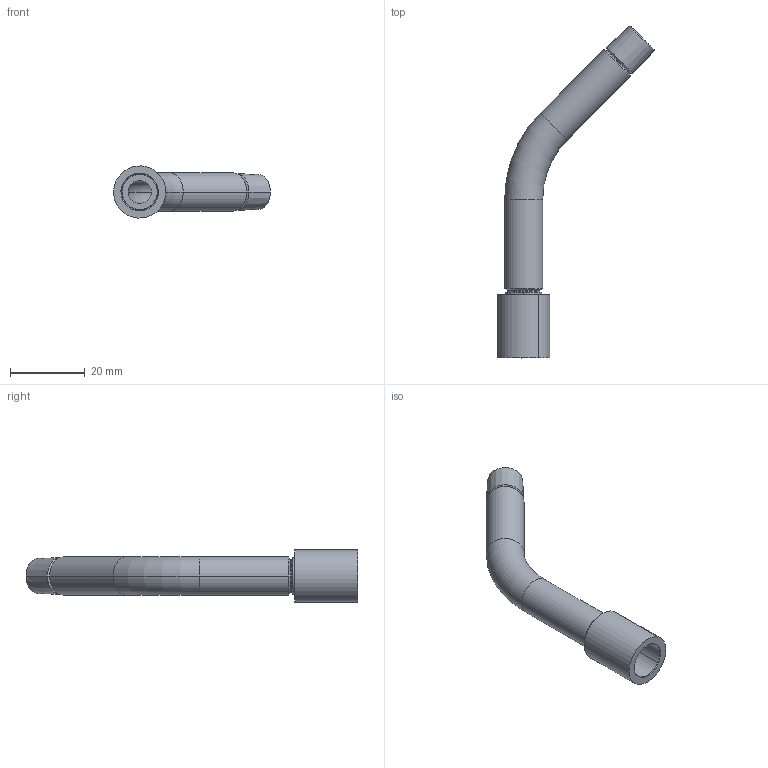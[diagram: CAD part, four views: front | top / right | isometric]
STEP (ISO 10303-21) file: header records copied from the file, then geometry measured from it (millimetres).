
FILE_DESCRIPTION (( 'STEP AP203' ), '1' );
FILE_NAME ('11-0225-01_outokumpu.step', '2015-08-12T07:59:04', ( '' ), ( '' ), 'SwSTEP 2.0', 'SolidWorks 2008', '' );
FILE_SCHEMA (( 'CONFIG_CONTROL_DESIGN' ));
Length unit declared in the file: millimetre
Products named in the file (3): bend-11-0225-21_outokumpu_bend-11-0225-21_outokumpu; 11-0225-01_outokumpu; nut-11-0225-01_outokumpu_nut-11-0225-01_outokumpu
Assembly tree (2 placements, depth 2):
  11-0225-01_outokumpu
    bend-11-0225-21_outokumpu_bend-11-0225-21_outokumpu
    nut-11-0225-01_outokumpu_nut-11-0225-01_outokumpu
Bounding box: 42.02 x 89.04 x 13.96 mm (x, y, z)
Volume: 5766.3 mm3; surface area: 6090.9 mm2
Topology: 2 solids, 2 shells, 48 faces, 102 edges, 58 vertices
Faces by surface type: cone 18, cylinder 14, torus 12, plane 4
Entity records: 1609 total; most frequent: DIRECTION 278, CARTESIAN_POINT 213, ORIENTED_EDGE 204, AXIS2_PLACEMENT_3D 123, EDGE_CURVE 102, CIRCLE 70, VERTEX_POINT 58, EDGE_LOOP 52
